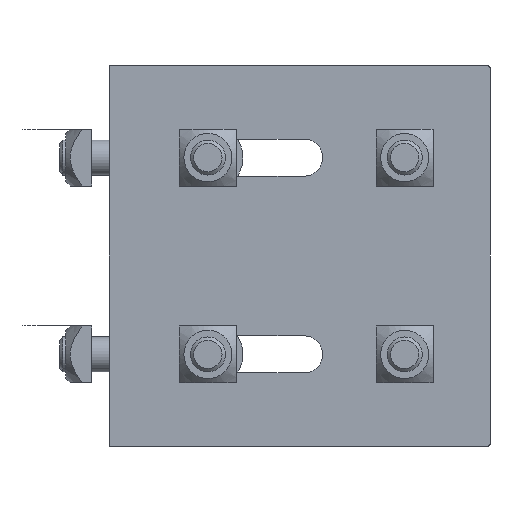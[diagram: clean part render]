
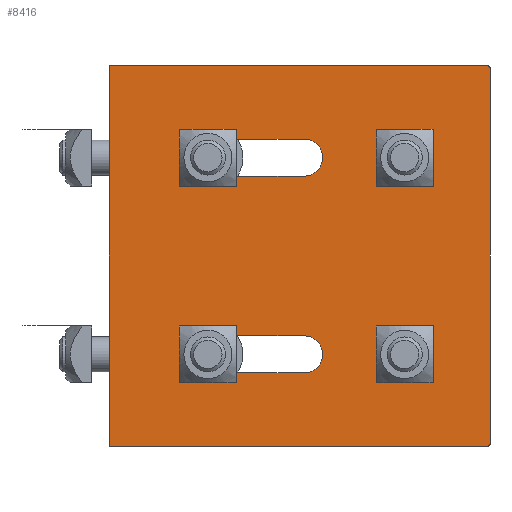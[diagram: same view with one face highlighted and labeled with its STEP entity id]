
A CAD part, front view. The second image highlights one B-rep face of the part: STEP entity #8416.
In plain terms, the highlighted planar face has unit normal (0, -1, 0).
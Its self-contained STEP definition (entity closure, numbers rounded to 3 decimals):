
#167=FACE_BOUND('',#2422,.T.);
#168=FACE_BOUND('',#2423,.T.);
#169=FACE_BOUND('',#2424,.T.);
#170=FACE_BOUND('',#2425,.T.);
#307=PLANE('',#9265);
#473=LINE('',#13877,#1002);
#552=LINE('',#14393,#1081);
#553=LINE('',#14395,#1082);
#554=LINE('',#14396,#1083);
#555=LINE('',#14403,#1084);
#556=LINE('',#14407,#1085);
#557=LINE('',#14411,#1086);
#558=LINE('',#14415,#1087);
#1002=VECTOR('',#10521,10.);
#1081=VECTOR('',#10854,10.);
#1082=VECTOR('',#10857,10.);
#1083=VECTOR('',#10858,10.);
#1084=VECTOR('',#10863,10.);
#1085=VECTOR('',#10866,10.);
#1086=VECTOR('',#10869,10.);
#1087=VECTOR('',#10872,10.);
#1804=FACE_OUTER_BOUND('',#2421,.T.);
#2421=EDGE_LOOP('',(#6027,#6028,#6029,#6030,#6031,#6032));
#2422=EDGE_LOOP('',(#6033));
#2423=EDGE_LOOP('',(#6034));
#2424=EDGE_LOOP('',(#6035,#6036,#6037,#6038));
#2425=EDGE_LOOP('',(#6039,#6040,#6041,#6042));
#3015=CIRCLE('',#9122,0.5);
#3133=CIRCLE('',#9251,0.5);
#3142=CIRCLE('',#9266,4.25);
#3143=CIRCLE('',#9267,4.25);
#3144=CIRCLE('',#9268,4.25);
#3145=CIRCLE('',#9269,4.25);
#3146=CIRCLE('',#9270,4.25);
#3147=CIRCLE('',#9271,4.25);
#3739=VERTEX_POINT('',#13698);
#3740=VERTEX_POINT('',#13699);
#3758=VERTEX_POINT('',#13874);
#3759=VERTEX_POINT('',#13876);
#3936=VERTEX_POINT('',#14238);
#3937=VERTEX_POINT('',#14239);
#3950=VERTEX_POINT('',#14397);
#3951=VERTEX_POINT('',#14399);
#3952=VERTEX_POINT('',#14401);
#3953=VERTEX_POINT('',#14402);
#3954=VERTEX_POINT('',#14404);
#3955=VERTEX_POINT('',#14406);
#3956=VERTEX_POINT('',#14409);
#3957=VERTEX_POINT('',#14410);
#3958=VERTEX_POINT('',#14412);
#3959=VERTEX_POINT('',#14414);
#4458=EDGE_CURVE('',#3739,#3740,#3015,.T.);
#4490=EDGE_CURVE('',#3759,#3758,#473,.T.);
#4671=EDGE_CURVE('',#3936,#3937,#3133,.T.);
#4695=EDGE_CURVE('',#3739,#3937,#552,.T.);
#4696=EDGE_CURVE('',#3759,#3936,#553,.T.);
#4697=EDGE_CURVE('',#3758,#3740,#554,.T.);
#4698=EDGE_CURVE('',#3950,#3950,#3142,.T.);
#4699=EDGE_CURVE('',#3951,#3951,#3143,.T.);
#4700=EDGE_CURVE('',#3952,#3953,#555,.T.);
#4701=EDGE_CURVE('',#3953,#3954,#3144,.T.);
#4702=EDGE_CURVE('',#3954,#3955,#556,.T.);
#4703=EDGE_CURVE('',#3955,#3952,#3145,.T.);
#4704=EDGE_CURVE('',#3956,#3957,#557,.T.);
#4705=EDGE_CURVE('',#3957,#3958,#3146,.T.);
#4706=EDGE_CURVE('',#3958,#3959,#558,.T.);
#4707=EDGE_CURVE('',#3959,#3956,#3147,.T.);
#6027=ORIENTED_EDGE('',*,*,#4458,.F.);
#6028=ORIENTED_EDGE('',*,*,#4695,.T.);
#6029=ORIENTED_EDGE('',*,*,#4671,.F.);
#6030=ORIENTED_EDGE('',*,*,#4696,.F.);
#6031=ORIENTED_EDGE('',*,*,#4490,.T.);
#6032=ORIENTED_EDGE('',*,*,#4697,.T.);
#6033=ORIENTED_EDGE('',*,*,#4698,.T.);
#6034=ORIENTED_EDGE('',*,*,#4699,.T.);
#6035=ORIENTED_EDGE('',*,*,#4700,.T.);
#6036=ORIENTED_EDGE('',*,*,#4701,.T.);
#6037=ORIENTED_EDGE('',*,*,#4702,.T.);
#6038=ORIENTED_EDGE('',*,*,#4703,.T.);
#6039=ORIENTED_EDGE('',*,*,#4704,.T.);
#6040=ORIENTED_EDGE('',*,*,#4705,.T.);
#6041=ORIENTED_EDGE('',*,*,#4706,.T.);
#6042=ORIENTED_EDGE('',*,*,#4707,.T.);
#8416=ADVANCED_FACE('',(#1804,#167,#168,#169,#170),#307,.T.);
#9122=AXIS2_PLACEMENT_3D('',#13700,#10475,#10476);
#9251=AXIS2_PLACEMENT_3D('',#14240,#10819,#10820);
#9265=AXIS2_PLACEMENT_3D('',#14394,#10855,#10856);
#9266=AXIS2_PLACEMENT_3D('',#14398,#10859,#10860);
#9267=AXIS2_PLACEMENT_3D('',#14400,#10861,#10862);
#9268=AXIS2_PLACEMENT_3D('',#14405,#10864,#10865);
#9269=AXIS2_PLACEMENT_3D('',#14408,#10867,#10868);
#9270=AXIS2_PLACEMENT_3D('',#14413,#10870,#10871);
#9271=AXIS2_PLACEMENT_3D('',#14416,#10873,#10874);
#10475=DIRECTION('center_axis',(0.,1.,0.));
#10476=DIRECTION('ref_axis',(0.707,0.,0.707));
#10521=DIRECTION('',(1.,0.,0.));
#10819=DIRECTION('center_axis',(0.,1.,0.));
#10820=DIRECTION('ref_axis',(-0.707,0.,0.707));
#10854=DIRECTION('',(-1.,0.,0.));
#10855=DIRECTION('center_axis',(0.,-1.,0.));
#10856=DIRECTION('ref_axis',(0.,0.,-1.));
#10857=DIRECTION('',(0.,0.,1.));
#10858=DIRECTION('',(0.,0.,1.));
#10859=DIRECTION('center_axis',(0.,1.,0.));
#10860=DIRECTION('ref_axis',(-1.,0.,0.));
#10861=DIRECTION('center_axis',(0.,1.,0.));
#10862=DIRECTION('ref_axis',(-1.,0.,0.));
#10863=DIRECTION('',(0.,0.,1.));
#10864=DIRECTION('center_axis',(0.,1.,0.));
#10865=DIRECTION('ref_axis',(0.,0.,-1.));
#10866=DIRECTION('',(0.,0.,-1.));
#10867=DIRECTION('center_axis',(0.,1.,0.));
#10868=DIRECTION('ref_axis',(0.,0.,1.));
#10869=DIRECTION('',(0.,0.,1.));
#10870=DIRECTION('center_axis',(0.,1.,0.));
#10871=DIRECTION('ref_axis',(0.,0.,-1.));
#10872=DIRECTION('',(0.,0.,-1.));
#10873=DIRECTION('center_axis',(0.,1.,0.));
#10874=DIRECTION('ref_axis',(0.,0.,1.));
#13698=CARTESIAN_POINT('',(86.5,0.,87.));
#13699=CARTESIAN_POINT('',(87.,0.,86.5));
#13700=CARTESIAN_POINT('Origin',(86.5,0.,86.5));
#13874=CARTESIAN_POINT('',(87.,0.,0.));
#13876=CARTESIAN_POINT('',(0.,0.,0.));
#13877=CARTESIAN_POINT('',(0.,0.,0.));
#14238=CARTESIAN_POINT('',(0.,0.,86.5));
#14239=CARTESIAN_POINT('',(0.5,0.,87.));
#14240=CARTESIAN_POINT('Origin',(0.5,0.,
86.5));
#14393=CARTESIAN_POINT('',(0.,0.,87.));
#14394=CARTESIAN_POINT('Origin',(87.,0.,0.));
#14395=CARTESIAN_POINT('',(0.,0.,0.));
#14396=CARTESIAN_POINT('',(87.,0.,0.));
#14397=CARTESIAN_POINT('',(25.25,0.,67.5));
#14398=CARTESIAN_POINT('Origin',(21.,0.,67.5));
#14399=CARTESIAN_POINT('',(70.25,0.,67.5));
#14400=CARTESIAN_POINT('Origin',(66.,0.,67.5));
#14401=CARTESIAN_POINT('',(61.75,0.,22.));
#14402=CARTESIAN_POINT('',(61.75,0.,44.5));
#14403=CARTESIAN_POINT('',(61.75,0.,22.25));
#14404=CARTESIAN_POINT('',(70.25,0.,44.5));
#14405=CARTESIAN_POINT('Origin',(66.,0.,44.5));
#14406=CARTESIAN_POINT('',(70.25,0.,22.));
#14407=CARTESIAN_POINT('',(70.25,0.,11.));
#14408=CARTESIAN_POINT('Origin',(66.,0.,22.));
#14409=CARTESIAN_POINT('',(16.75,0.,22.));
#14410=CARTESIAN_POINT('',(16.75,0.,44.5));
#14411=CARTESIAN_POINT('',(16.75,0.,22.25));
#14412=CARTESIAN_POINT('',(25.25,0.,44.5));
#14413=CARTESIAN_POINT('Origin',(21.,0.,44.5));
#14414=CARTESIAN_POINT('',(25.25,0.,22.));
#14415=CARTESIAN_POINT('',(25.25,0.,11.));
#14416=CARTESIAN_POINT('Origin',(21.,0.,22.));
